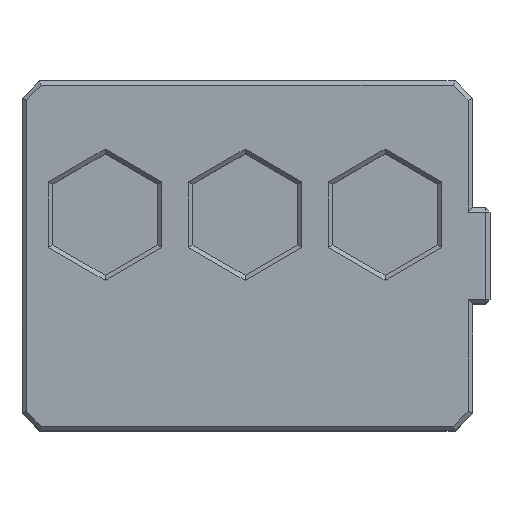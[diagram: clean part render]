
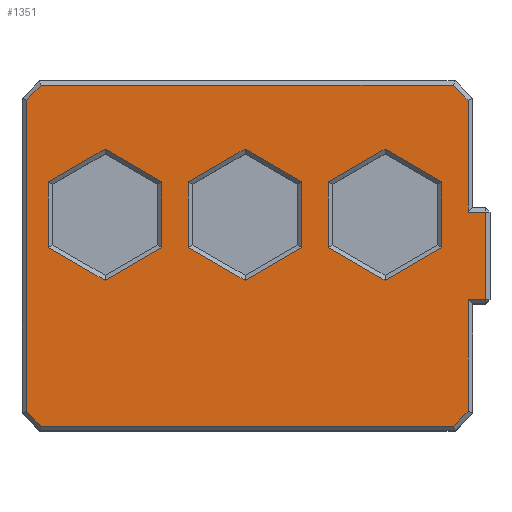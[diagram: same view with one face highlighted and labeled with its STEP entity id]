
A CAD part, top view. The second image highlights one B-rep face of the part: STEP entity #1351.
In plain terms, the highlighted planar face has unit normal (0, 0, 1).
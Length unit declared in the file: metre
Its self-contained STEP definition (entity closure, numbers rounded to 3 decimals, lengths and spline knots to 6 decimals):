
#66=ORIENTED_EDGE('',*,*,#442,.T.);
#67=ORIENTED_EDGE('',*,*,#443,.T.);
#68=ORIENTED_EDGE('',*,*,#444,.T.);
#69=ORIENTED_EDGE('',*,*,#445,.T.);
#70=ORIENTED_EDGE('',*,*,#446,.T.);
#71=ORIENTED_EDGE('',*,*,#447,.T.);
#72=ORIENTED_EDGE('',*,*,#448,.T.);
#73=ORIENTED_EDGE('',*,*,#449,.T.);
#74=ORIENTED_EDGE('',*,*,#450,.T.);
#75=ORIENTED_EDGE('',*,*,#451,.T.);
#76=ORIENTED_EDGE('',*,*,#452,.T.);
#77=ORIENTED_EDGE('',*,*,#453,.T.);
#78=ORIENTED_EDGE('',*,*,#454,.T.);
#79=ORIENTED_EDGE('',*,*,#455,.T.);
#80=ORIENTED_EDGE('',*,*,#456,.T.);
#81=ORIENTED_EDGE('',*,*,#457,.T.);
#82=ORIENTED_EDGE('',*,*,#458,.T.);
#83=ORIENTED_EDGE('',*,*,#459,.T.);
#84=ORIENTED_EDGE('',*,*,#460,.T.);
#85=ORIENTED_EDGE('',*,*,#461,.T.);
#86=ORIENTED_EDGE('',*,*,#462,.T.);
#87=ORIENTED_EDGE('',*,*,#463,.T.);
#88=ORIENTED_EDGE('',*,*,#464,.T.);
#89=ORIENTED_EDGE('',*,*,#465,.T.);
#90=ORIENTED_EDGE('',*,*,#466,.T.);
#91=ORIENTED_EDGE('',*,*,#467,.T.);
#92=ORIENTED_EDGE('',*,*,#468,.T.);
#93=ORIENTED_EDGE('',*,*,#469,.T.);
#94=ORIENTED_EDGE('',*,*,#470,.T.);
#95=ORIENTED_EDGE('',*,*,#471,.T.);
#442=EDGE_CURVE('',#629,#630,#740,.T.);
#443=EDGE_CURVE('',#630,#631,#741,.T.);
#444=EDGE_CURVE('',#631,#632,#742,.T.);
#445=EDGE_CURVE('',#632,#633,#743,.T.);
#446=EDGE_CURVE('',#633,#634,#744,.T.);
#447=EDGE_CURVE('',#634,#629,#745,.T.);
#448=EDGE_CURVE('',#635,#636,#746,.T.);
#449=EDGE_CURVE('',#636,#637,#747,.T.);
#450=EDGE_CURVE('',#637,#638,#748,.T.);
#451=EDGE_CURVE('',#638,#639,#749,.T.);
#452=EDGE_CURVE('',#639,#640,#750,.T.);
#453=EDGE_CURVE('',#640,#635,#751,.T.);
#454=EDGE_CURVE('',#641,#642,#752,.T.);
#455=EDGE_CURVE('',#642,#643,#753,.T.);
#456=EDGE_CURVE('',#643,#644,#754,.T.);
#457=EDGE_CURVE('',#644,#645,#755,.T.);
#458=EDGE_CURVE('',#645,#646,#756,.T.);
#459=EDGE_CURVE('',#646,#641,#757,.T.);
#460=EDGE_CURVE('',#647,#648,#758,.T.);
#461=EDGE_CURVE('',#648,#649,#759,.T.);
#462=EDGE_CURVE('',#649,#650,#760,.T.);
#463=EDGE_CURVE('',#650,#651,#761,.T.);
#464=EDGE_CURVE('',#651,#652,#762,.T.);
#465=EDGE_CURVE('',#652,#653,#763,.T.);
#466=EDGE_CURVE('',#653,#654,#764,.T.);
#467=EDGE_CURVE('',#654,#655,#765,.T.);
#468=EDGE_CURVE('',#655,#656,#766,.T.);
#469=EDGE_CURVE('',#656,#657,#767,.T.);
#470=EDGE_CURVE('',#657,#658,#768,.T.);
#471=EDGE_CURVE('',#658,#647,#769,.T.);
#629=VERTEX_POINT('',#2002);
#630=VERTEX_POINT('',#2003);
#631=VERTEX_POINT('',#2005);
#632=VERTEX_POINT('',#2007);
#633=VERTEX_POINT('',#2009);
#634=VERTEX_POINT('',#2011);
#635=VERTEX_POINT('',#2014);
#636=VERTEX_POINT('',#2015);
#637=VERTEX_POINT('',#2017);
#638=VERTEX_POINT('',#2019);
#639=VERTEX_POINT('',#2021);
#640=VERTEX_POINT('',#2023);
#641=VERTEX_POINT('',#2026);
#642=VERTEX_POINT('',#2027);
#643=VERTEX_POINT('',#2029);
#644=VERTEX_POINT('',#2031);
#645=VERTEX_POINT('',#2033);
#646=VERTEX_POINT('',#2035);
#647=VERTEX_POINT('',#2038);
#648=VERTEX_POINT('',#2039);
#649=VERTEX_POINT('',#2041);
#650=VERTEX_POINT('',#2043);
#651=VERTEX_POINT('',#2045);
#652=VERTEX_POINT('',#2047);
#653=VERTEX_POINT('',#2049);
#654=VERTEX_POINT('',#2051);
#655=VERTEX_POINT('',#2053);
#656=VERTEX_POINT('',#2055);
#657=VERTEX_POINT('',#2057);
#658=VERTEX_POINT('',#2059);
#740=LINE('',#2001,#924);
#741=LINE('',#2004,#925);
#742=LINE('',#2006,#926);
#743=LINE('',#2008,#927);
#744=LINE('',#2010,#928);
#745=LINE('',#2012,#929);
#746=LINE('',#2013,#930);
#747=LINE('',#2016,#931);
#748=LINE('',#2018,#932);
#749=LINE('',#2020,#933);
#750=LINE('',#2022,#934);
#751=LINE('',#2024,#935);
#752=LINE('',#2025,#936);
#753=LINE('',#2028,#937);
#754=LINE('',#2030,#938);
#755=LINE('',#2032,#939);
#756=LINE('',#2034,#940);
#757=LINE('',#2036,#941);
#758=LINE('',#2037,#942);
#759=LINE('',#2040,#943);
#760=LINE('',#2042,#944);
#761=LINE('',#2044,#945);
#762=LINE('',#2046,#946);
#763=LINE('',#2048,#947);
#764=LINE('',#2050,#948);
#765=LINE('',#2052,#949);
#766=LINE('',#2054,#950);
#767=LINE('',#2056,#951);
#768=LINE('',#2058,#952);
#769=LINE('',#2060,#953);
#924=VECTOR('',#1602,1.);
#925=VECTOR('',#1603,1.);
#926=VECTOR('',#1604,1.);
#927=VECTOR('',#1605,1.);
#928=VECTOR('',#1606,1.);
#929=VECTOR('',#1607,1.);
#930=VECTOR('',#1608,1.);
#931=VECTOR('',#1609,1.);
#932=VECTOR('',#1610,1.);
#933=VECTOR('',#1611,1.);
#934=VECTOR('',#1612,1.);
#935=VECTOR('',#1613,1.);
#936=VECTOR('',#1614,1.);
#937=VECTOR('',#1615,1.);
#938=VECTOR('',#1616,1.);
#939=VECTOR('',#1617,1.);
#940=VECTOR('',#1618,1.);
#941=VECTOR('',#1619,1.);
#942=VECTOR('',#1620,1.);
#943=VECTOR('',#1621,1.);
#944=VECTOR('',#1622,1.);
#945=VECTOR('',#1623,1.);
#946=VECTOR('',#1624,1.);
#947=VECTOR('',#1625,1.);
#948=VECTOR('',#1626,1.);
#949=VECTOR('',#1627,1.);
#950=VECTOR('',#1628,1.);
#951=VECTOR('',#1629,1.);
#952=VECTOR('',#1630,1.);
#953=VECTOR('',#1631,1.);
#1077=EDGE_LOOP('',(#66,#67,#68,#69,#70,#71));
#1078=EDGE_LOOP('',(#72,#73,#74,#75,#76,#77));
#1079=EDGE_LOOP('',(#78,#79,#80,#81,#82,#83));
#1080=EDGE_LOOP('',(#84,#85,#86,#87,#88,#89,#90,#91,#92,#93,#94,#95));
#1173=FACE_BOUND('',#1077,.T.);
#1174=FACE_BOUND('',#1078,.T.);
#1175=FACE_BOUND('',#1079,.T.);
#1176=FACE_BOUND('',#1080,.T.);
#1267=PLANE('',#1453);
#1351=ADVANCED_FACE('',(#1173,#1174,#1175,#1176),#1267,.F.);
#1453=AXIS2_PLACEMENT_3D('',#2000,#1600,#1601);
#1600=DIRECTION('',(0.,0.,-1.));
#1601=DIRECTION('',(1.,0.,0.));
#1602=DIRECTION('',(0.866,0.5,0.));
#1603=DIRECTION('',(0.866,-0.5,0.));
#1604=DIRECTION('',(0.,-1.,0.));
#1605=DIRECTION('',(-0.866,-0.5,0.));
#1606=DIRECTION('',(-0.866,0.5,0.));
#1607=DIRECTION('',(0.,1.,0.));
#1608=DIRECTION('',(0.866,0.5,0.));
#1609=DIRECTION('',(0.866,-0.5,0.));
#1610=DIRECTION('',(0.,-1.,0.));
#1611=DIRECTION('',(-0.866,-0.5,0.));
#1612=DIRECTION('',(-0.866,0.5,0.));
#1613=DIRECTION('',(0.,1.,0.));
#1614=DIRECTION('',(0.866,0.5,0.));
#1615=DIRECTION('',(0.866,-0.5,0.));
#1616=DIRECTION('',(0.,-1.,0.));
#1617=DIRECTION('',(-0.866,-0.5,0.));
#1618=DIRECTION('',(-0.866,0.5,0.));
#1619=DIRECTION('',(0.,1.,0.));
#1620=DIRECTION('',(1.,0.,0.));
#1621=DIRECTION('',(0.,1.,0.));
#1622=DIRECTION('',(-1.,0.,0.));
#1623=DIRECTION('',(0.,1.,0.));
#1624=DIRECTION('',(-0.707,0.707,0.));
#1625=DIRECTION('',(-1.,0.,0.));
#1626=DIRECTION('',(-0.707,-0.707,0.));
#1627=DIRECTION('',(0.,-1.,0.));
#1628=DIRECTION('',(0.707,-0.707,0.));
#1629=DIRECTION('',(1.,0.,0.));
#1630=DIRECTION('',(0.707,0.707,0.));
#1631=DIRECTION('',(0.,1.,0.));
#2000=CARTESIAN_POINT('',(-0.016556,-0.12475,0.01375));
#2001=CARTESIAN_POINT('',(-0.019355,-0.119902,0.01375));
#2002=CARTESIAN_POINT('',(-0.020431,-0.120524,0.01375));
#2003=CARTESIAN_POINT('',(-0.017181,-0.118647,0.01375));
#2004=CARTESIAN_POINT('',(-0.01407,-0.120444,0.01375));
#2005=CARTESIAN_POINT('',(-0.013931,-0.120524,0.01375));
#2006=CARTESIAN_POINT('',(-0.013931,-0.12475,0.01375));
#2007=CARTESIAN_POINT('',(-0.013931,-0.124276,0.01375));
#2008=CARTESIAN_POINT('',(-0.016105,-0.125531,0.01375));
#2009=CARTESIAN_POINT('',(-0.017181,-0.126153,0.01375));
#2010=CARTESIAN_POINT('',(-0.01732,-0.126073,0.01375));
#2011=CARTESIAN_POINT('',(-0.020431,-0.124276,0.01375));
#2012=CARTESIAN_POINT('',(-0.020431,-0.12475,0.01375));
#2013=CARTESIAN_POINT('',(-0.021355,-0.116438,0.01375));
#2014=CARTESIAN_POINT('',(-0.028431,-0.120524,0.01375));
#2015=CARTESIAN_POINT('',(-0.025181,-0.118647,0.01375));
#2016=CARTESIAN_POINT('',(-0.01607,-0.123908,0.01375));
#2017=CARTESIAN_POINT('',(-0.021931,-0.120524,0.01375));
#2018=CARTESIAN_POINT('',(-0.021931,-0.12475,0.01375));
#2019=CARTESIAN_POINT('',(-0.021931,-0.124276,0.01375));
#2020=CARTESIAN_POINT('',(-0.018105,-0.122067,0.01375));
#2021=CARTESIAN_POINT('',(-0.025181,-0.126153,0.01375));
#2022=CARTESIAN_POINT('',(-0.01932,-0.129537,0.01375));
#2023=CARTESIAN_POINT('',(-0.028431,-0.124276,0.01375));
#2024=CARTESIAN_POINT('',(-0.028431,-0.12475,0.01375));
#2025=CARTESIAN_POINT('',(-0.017355,-0.123366,0.01375));
#2026=CARTESIAN_POINT('',(-0.012431,-0.120524,0.01375));
#2027=CARTESIAN_POINT('',(-0.009181,-0.118647,0.01375));
#2028=CARTESIAN_POINT('',(-0.01207,-0.116979,0.01375));
#2029=CARTESIAN_POINT('',(-0.005931,-0.120524,0.01375));
#2030=CARTESIAN_POINT('',(-0.005931,-0.12475,0.01375));
#2031=CARTESIAN_POINT('',(-0.005931,-0.124276,0.01375));
#2032=CARTESIAN_POINT('',(-0.014105,-0.128996,0.01375));
#2033=CARTESIAN_POINT('',(-0.009181,-0.126153,0.01375));
#2034=CARTESIAN_POINT('',(-0.01532,-0.122609,0.01375));
#2035=CARTESIAN_POINT('',(-0.012431,-0.124276,0.01375));
#2036=CARTESIAN_POINT('',(-0.012431,-0.12475,0.01375));
#2037=CARTESIAN_POINT('',(-0.016556,-0.12725,0.01375));
#2038=CARTESIAN_POINT('',(-0.004431,-0.12725,0.01375));
#2039=CARTESIAN_POINT('',(-0.003431,-0.12725,0.01375));
#2040=CARTESIAN_POINT('',(-0.003431,-0.12475,0.01375));
#2041=CARTESIAN_POINT('',(-0.003431,-0.12225,0.01375));
#2042=CARTESIAN_POINT('',(-0.016556,-0.12225,0.01375));
#2043=CARTESIAN_POINT('',(-0.004431,-0.12225,0.01375));
#2044=CARTESIAN_POINT('',(-0.004431,-0.12475,0.01375));
#2045=CARTESIAN_POINT('',(-0.004431,-0.115854,0.01375));
#2046=CARTESIAN_POINT('',(-0.005358,-0.114927,0.01375));
#2047=CARTESIAN_POINT('',(-0.005285,-0.115,0.01375));
#2048=CARTESIAN_POINT('',(-0.016556,-0.115,0.01375));
#2049=CARTESIAN_POINT('',(-0.028827,-0.115,0.01375));
#2050=CARTESIAN_POINT('',(-0.029754,-0.115927,0.01375));
#2051=CARTESIAN_POINT('',(-0.029681,-0.115854,0.01375));
#2052=CARTESIAN_POINT('',(-0.029681,-0.12475,0.01375));
#2053=CARTESIAN_POINT('',(-0.029681,-0.133646,0.01375));
#2054=CARTESIAN_POINT('',(-0.028754,-0.134573,0.01375));
#2055=CARTESIAN_POINT('',(-0.028827,-0.1345,0.01375));
#2056=CARTESIAN_POINT('',(-0.016556,-0.1345,0.01375));
#2057=CARTESIAN_POINT('',(-0.005285,-0.1345,0.01375));
#2058=CARTESIAN_POINT('',(-0.004358,-0.133573,0.01375));
#2059=CARTESIAN_POINT('',(-0.004431,-0.133646,0.01375));
#2060=CARTESIAN_POINT('',(-0.004431,-0.12475,0.01375));
